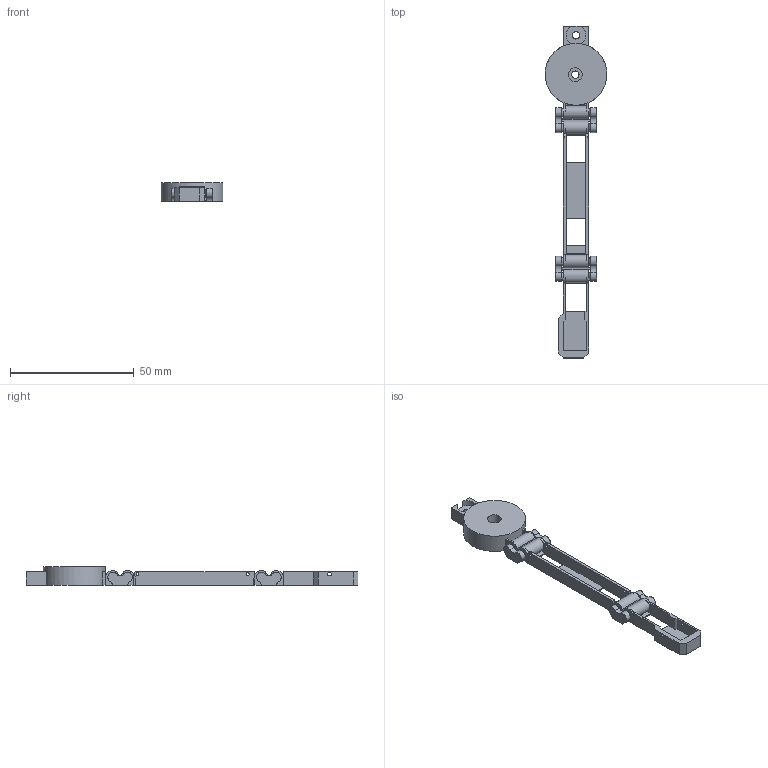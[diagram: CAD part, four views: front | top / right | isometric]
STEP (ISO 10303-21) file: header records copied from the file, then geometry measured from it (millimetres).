
FILE_DESCRIPTION(/* description */ (''),/* implementation_level */ '2;1');
FILE_SCHEMA (('AUTOMOTIVE_DESIGN { 1 0 10303 214 3 1 1 }'));
Length unit declared in the file: millimetre
Products named in the file (3): mini_camera_holder v1; Camera Holder; hinge
Assembly tree (3 placements, depth 2):
  mini_camera_holder v1
    Camera Holder
    hinge  x2
Bounding box: 25 x 134 x 7.5 mm (x, y, z)
Volume: 6438.9 mm3; surface area: 7572.7 mm2
Topology: 9 solids, 9 shells, 207 faces, 581 edges, 384 vertices
Faces by surface type: plane 121, cylinder 78, cone 8
Full cylindrical faces by diameter (mm): 1.2 x4, 1.5 x2, 2.5 x4, 3 x6, 5.5 x1, 25 x1
Entity records: 4572 total; most frequent: CARTESIAN_POINT 786, DIRECTION 782, ORIENTED_EDGE 748, EDGE_CURVE 374, AXIS2_PLACEMENT_3D 263, VERTEX_POINT 259, LINE 256, VECTOR 256
